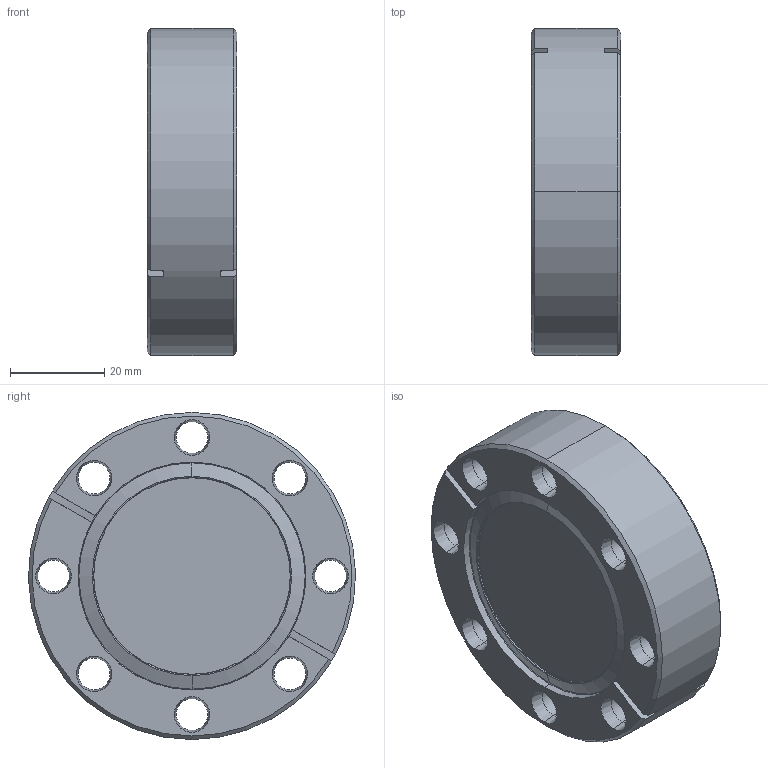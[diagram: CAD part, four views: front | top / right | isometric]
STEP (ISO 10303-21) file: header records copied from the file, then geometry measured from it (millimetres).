
FILE_DESCRIPTION (( 'STEP AP203' ), '1' );
FILE_NAME ('140007_A.STEP', '2024-03-18T08:40:17', ( '' ), ( '' ), 'SwSTEP 2.0', 'SolidWorks 2022', '' );
FILE_SCHEMA (( 'CONFIG_CONTROL_DESIGN' ));
Length unit declared in the file: inch
Products named in the file (1): 140007_A
Bounding box: 19.05 x 69.33 x 69.34 mm (x, y, z)
Volume: 61292 mm3; surface area: 14990.7 mm2
Topology: 1 solids, 1 shells, 98 faces, 234 edges, 138 vertices
Faces by surface type: cone 42, cylinder 30, plane 14, torus 12
Entity records: 2963 total; most frequent: DIRECTION 546, CARTESIAN_POINT 519, ORIENTED_EDGE 468, EDGE_CURVE 234, AXIS2_PLACEMENT_3D 229, VERTEX_POINT 138, CIRCLE 130, EDGE_LOOP 114
